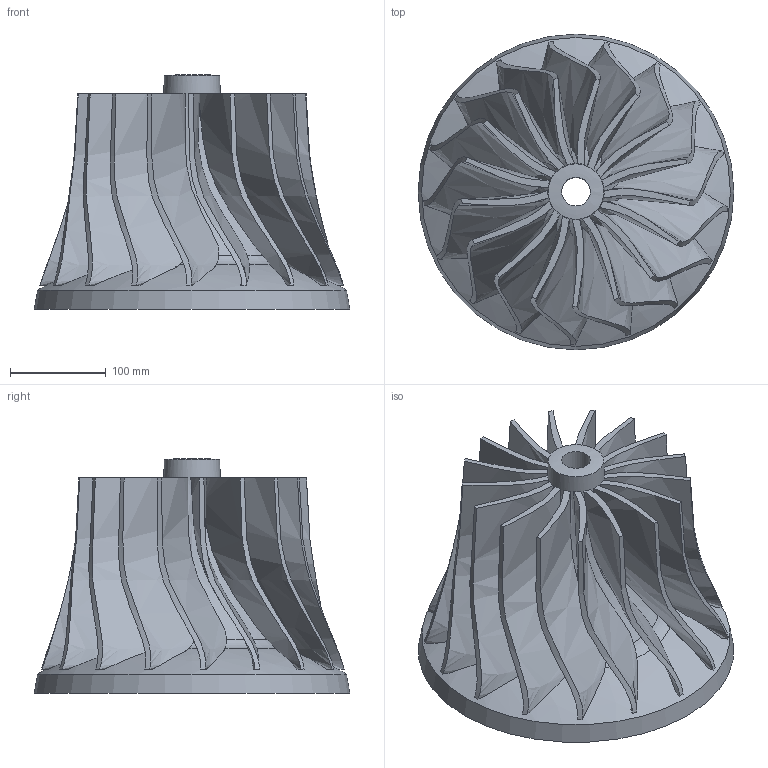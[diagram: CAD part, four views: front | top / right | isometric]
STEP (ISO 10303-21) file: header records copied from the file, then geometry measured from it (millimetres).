
FILE_DESCRIPTION(/* description */ (''),/* implementation_level */ '2;1');
FILE_NAME(/* name */ 'wolunefa.stp',/* time_stamp */ '2013-04-26T18:10:22+08:00',/* author */ (''),/* organization */ (''),/* preprocessor_version */ 'ST-DEVELOPER v11',/* originating_system */ 'SIEMENS PLM Software NX 7.5',/* authorisation */ '');
FILE_SCHEMA (('CONFIG_CONTROL_DESIGN'));
Length unit declared in the file: millimetre
Products named in the file (2): 7.2.2_shapes; wolun
Assembly tree (1 placements, depth 2):
  wolun
    7.2.2_shapes
Bounding box: 330 x 330 x 245 mm (x, y, z)
Volume: 6673636.9 mm3; surface area: 809247.5 mm2
Topology: 1 solids, 1 shells, 109 faces, 328 edges, 217 vertices
Faces by surface type: bspline 70, plane 35, torus 2, cone 1, cylinder 1
Full cylindrical faces by diameter (mm): 30 x1
Entity records: 9794 total; most frequent: CARTESIAN_POINT 7506, ORIENTED_EDGE 626, EDGE_CURVE 313, VERTEX_POINT 211, B_SPLINE_CURVE_WITH_KNOTS 204, DIRECTION 164, EDGE_LOOP 150, ADVANCED_FACE 109
